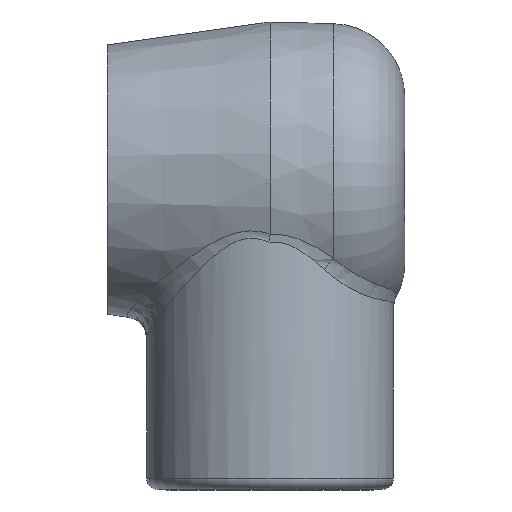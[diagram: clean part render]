
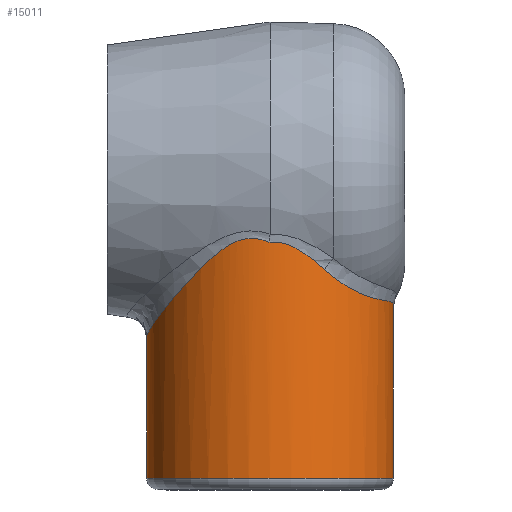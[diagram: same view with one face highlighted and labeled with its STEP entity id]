
A CAD part, left-side view. The second image highlights one B-rep face of the part: STEP entity #15011.
In plain terms, the highlighted cylindrical face has radius 17.462 mm (diameter 34.925 mm), a full revolution.
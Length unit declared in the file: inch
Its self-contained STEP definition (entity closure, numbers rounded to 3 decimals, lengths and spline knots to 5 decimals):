
#423=CIRCLE('',#15681,0.6875);
#424=CIRCLE('',#15682,0.6875);
#1738=FACE_OUTER_BOUND('',#2608,.T.);
#2608=EDGE_LOOP('',(#13827,#13828,#13829,#13830,#13831,#13832,#13833,#13834,
#13835,#13836,#13837));
#3147=B_SPLINE_CURVE_WITH_KNOTS('',3,(#26054,#26055,#26056,#26057,#26058,
#26059,#26060),.UNSPECIFIED.,.F.,.F.,(4,1,1,1,4),(0.,0.5998,
1.19961,1.49951,2.09931),.UNSPECIFIED.);
#3148=B_SPLINE_CURVE_WITH_KNOTS('',3,(#26062,#26063,#26064,#26065,#26066,
#26067,#26068,#26069),.UNSPECIFIED.,.F.,.F.,(4,1,1,1,1,4),(0.,
0.38883,1.16648,1.94414,2.33297,2.72179),
 .UNSPECIFIED.);
#3149=B_SPLINE_CURVE_WITH_KNOTS('',3,(#26071,#26072,#26073,#26074,#26075,
#26076),.UNSPECIFIED.,.F.,.F.,(4,1,1,4),(12.99022,13.29233,
13.59444,14.04761),.UNSPECIFIED.);
#3150=B_SPLINE_CURVE_WITH_KNOTS('',3,(#26077,#26078,#26079,#26080,#26081,
#26082,#26083,#26084,#26085,#26086,#26087),.UNSPECIFIED.,.F.,.F.,(4,1,1,
1,1,1,1,1,4),(14.14105,14.70024,15.25943,16.37781,
16.937,17.21659,17.49619,17.77578,18.05538),
 .UNSPECIFIED.);
#4658=LINE('',#26050,#6170);
#6170=VECTOR('',#18475,0.6875);
#6220=ELLIPSE('',#15685,0.69692,0.6875);
#6221=ELLIPSE('',#15686,0.68783,0.6875);
#6222=ELLIPSE('',#15687,0.68783,0.6875);
#7575=VERTEX_POINT('',#26038);
#7576=VERTEX_POINT('',#26040);
#7577=VERTEX_POINT('',#26045);
#7578=VERTEX_POINT('',#26046);
#7579=VERTEX_POINT('',#26048);
#7580=VERTEX_POINT('',#26051);
#7581=VERTEX_POINT('',#26053);
#7582=VERTEX_POINT('',#26061);
#7583=VERTEX_POINT('',#26070);
#9689=EDGE_CURVE('',#7575,#7576,#423,.T.);
#9690=EDGE_CURVE('',#7576,#7575,#424,.T.);
#9692=EDGE_CURVE('',#7577,#7578,#6220,.T.);
#9693=EDGE_CURVE('',#7579,#7577,#6221,.T.);
#9694=EDGE_CURVE('',#7579,#7575,#4658,.T.);
#9695=EDGE_CURVE('',#7580,#7579,#6222,.T.);
#9696=EDGE_CURVE('',#7581,#7580,#3147,.T.);
#9697=EDGE_CURVE('',#7582,#7581,#3148,.T.);
#9698=EDGE_CURVE('',#7583,#7582,#3149,.T.);
#9699=EDGE_CURVE('',#7578,#7583,#3150,.T.);
#13827=ORIENTED_EDGE('',*,*,#9692,.F.);
#13828=ORIENTED_EDGE('',*,*,#9693,.F.);
#13829=ORIENTED_EDGE('',*,*,#9694,.T.);
#13830=ORIENTED_EDGE('',*,*,#9690,.F.);
#13831=ORIENTED_EDGE('',*,*,#9689,.F.);
#13832=ORIENTED_EDGE('',*,*,#9694,.F.);
#13833=ORIENTED_EDGE('',*,*,#9695,.F.);
#13834=ORIENTED_EDGE('',*,*,#9696,.F.);
#13835=ORIENTED_EDGE('',*,*,#9697,.F.);
#13836=ORIENTED_EDGE('',*,*,#9698,.F.);
#13837=ORIENTED_EDGE('',*,*,#9699,.F.);
#14270=CYLINDRICAL_SURFACE('',#15684,0.6875);
#15011=ADVANCED_FACE('',(#1738),#14270,.T.);
#15681=AXIS2_PLACEMENT_3D('',#26041,#18463,#18464);
#15682=AXIS2_PLACEMENT_3D('',#26042,#18465,#18466);
#15684=AXIS2_PLACEMENT_3D('',#26044,#18469,#18470);
#15685=AXIS2_PLACEMENT_3D('',#26047,#18471,#18472);
#15686=AXIS2_PLACEMENT_3D('',#26049,#18473,#18474);
#15687=AXIS2_PLACEMENT_3D('',#26052,#18476,#18477);
#18463=DIRECTION('center_axis',(0.,0.,-1.));
#18464=DIRECTION('ref_axis',(1.,0.,0.));
#18465=DIRECTION('center_axis',(0.,0.,-1.));
#18466=DIRECTION('ref_axis',(1.,0.,0.));
#18469=DIRECTION('center_axis',(0.,0.,1.));
#18470=DIRECTION('ref_axis',(-1.,0.,0.));
#18471=DIRECTION('center_axis',(0.,-0.164,
0.986));
#18472=DIRECTION('ref_axis',(0.,0.986,0.164));
#18473=DIRECTION('center_axis',(0.,0.031,
1.));
#18474=DIRECTION('ref_axis',(0.,-1.,0.031));
#18475=DIRECTION('',(0.,0.,-1.));
#18476=DIRECTION('center_axis',(0.,0.031,
1.));
#18477=DIRECTION('ref_axis',(0.,-1.,0.031));
#26038=CARTESIAN_POINT('',(-0.81487,0.,-1.66344));
#26040=CARTESIAN_POINT('',(-2.18987,0.,-1.66344));
#26041=CARTESIAN_POINT('Origin',(-1.50237,0.,-1.66344));
#26042=CARTESIAN_POINT('Origin',(-1.50237,0.,-1.66344));
#26044=CARTESIAN_POINT('Origin',(-1.50237,0.,-1.72275));
#26045=CARTESIAN_POINT('',(-0.81489,0.00602,-1.00259));
#26046=CARTESIAN_POINT('',(-1.39459,0.679,-0.89082));
#26047=CARTESIAN_POINT('Origin',(-1.50237,0.,-1.00359));
#26048=CARTESIAN_POINT('',(-0.81487,0.,-1.00241));
#26049=CARTESIAN_POINT('Origin',(-1.50237,0.,-1.00241));
#26050=CARTESIAN_POINT('',(-0.81487,0.,-1.72275));
#26051=CARTESIAN_POINT('',(-0.88506,-0.30263,-0.99304));
#26052=CARTESIAN_POINT('Origin',(-1.50237,0.,-1.00241));
#26053=CARTESIAN_POINT('',(-1.39459,-0.679,-0.72996));
#26054=CARTESIAN_POINT('Ctrl Pts',(-1.39459,-0.679,
-0.72996));
#26055=CARTESIAN_POINT('Ctrl Pts',(-1.33106,-0.66892,
-0.75036));
#26056=CARTESIAN_POINT('Ctrl Pts',(-1.21389,-0.63265,
-0.81594));
#26057=CARTESIAN_POINT('Ctrl Pts',(-1.08509,-0.55243,
-0.90017));
#26058=CARTESIAN_POINT('Ctrl Pts',(-0.9711,-0.44445,
-0.96744));
#26059=CARTESIAN_POINT('Ctrl Pts',(-0.91437,-0.36242,
-0.99119));
#26060=CARTESIAN_POINT('Ctrl Pts',(-0.88506,-0.30263,
-0.99304));
#26061=CARTESIAN_POINT('',(-2.11967,-0.30263,-0.50183));
#26062=CARTESIAN_POINT('Ctrl Pts',(-2.11967,-0.30263,
-0.50183));
#26063=CARTESIAN_POINT('Ctrl Pts',(-2.10414,-0.33432,
-0.53124));
#26064=CARTESIAN_POINT('Ctrl Pts',(-2.04697,-0.43291,
-0.6063));
#26065=CARTESIAN_POINT('Ctrl Pts',(-1.89465,-0.58469,
-0.67073));
#26066=CARTESIAN_POINT('Ctrl Pts',(-1.69191,-0.6708,
-0.67549));
#26067=CARTESIAN_POINT('Ctrl Pts',(-1.52021,-0.69124,
-0.69285));
#26068=CARTESIAN_POINT('Ctrl Pts',(-1.43578,-0.68554,
-0.71674));
#26069=CARTESIAN_POINT('Ctrl Pts',(-1.39459,-0.679,
-0.72996));
#26070=CARTESIAN_POINT('',(-2.18984,0.00602,-0.34915));
#26071=CARTESIAN_POINT('Ctrl Pts',(-2.18984,0.00602,
-0.34915));
#26072=CARTESIAN_POINT('Ctrl Pts',(-2.19013,-0.02737,
-0.34526));
#26073=CARTESIAN_POINT('Ctrl Pts',(-2.18556,-0.0952,
-0.35437));
#26074=CARTESIAN_POINT('Ctrl Pts',(-2.16302,-0.20069,
-0.41221));
#26075=CARTESIAN_POINT('Ctrl Pts',(-2.13778,-0.26571,
-0.46756));
#26076=CARTESIAN_POINT('Ctrl Pts',(-2.11967,-0.30263,
-0.50183));
#26077=CARTESIAN_POINT('Ctrl Pts',(-1.39459,0.679,
-0.89082));
#26078=CARTESIAN_POINT('Ctrl Pts',(-1.45591,0.68873,-0.8892));
#26079=CARTESIAN_POINT('Ctrl Pts',(-1.58082,0.6913,
-0.87061));
#26080=CARTESIAN_POINT('Ctrl Pts',(-1.81175,0.63256,-0.77405));
#26081=CARTESIAN_POINT('Ctrl Pts',(-1.98714,0.50537,
-0.61534));
#26082=CARTESIAN_POINT('Ctrl Pts',(-2.09076,0.36212,-0.46625));
#26083=CARTESIAN_POINT('Ctrl Pts',(-2.13751,0.26731,
-0.38811));
#26084=CARTESIAN_POINT('Ctrl Pts',(-2.16566,0.18795,-0.34024));
#26085=CARTESIAN_POINT('Ctrl Pts',(-2.18525,0.09678,
-0.31936));
#26086=CARTESIAN_POINT('Ctrl Pts',(-2.18958,0.03503,
-0.33612));
#26087=CARTESIAN_POINT('Ctrl Pts',(-2.18984,0.00602,
-0.34915));
